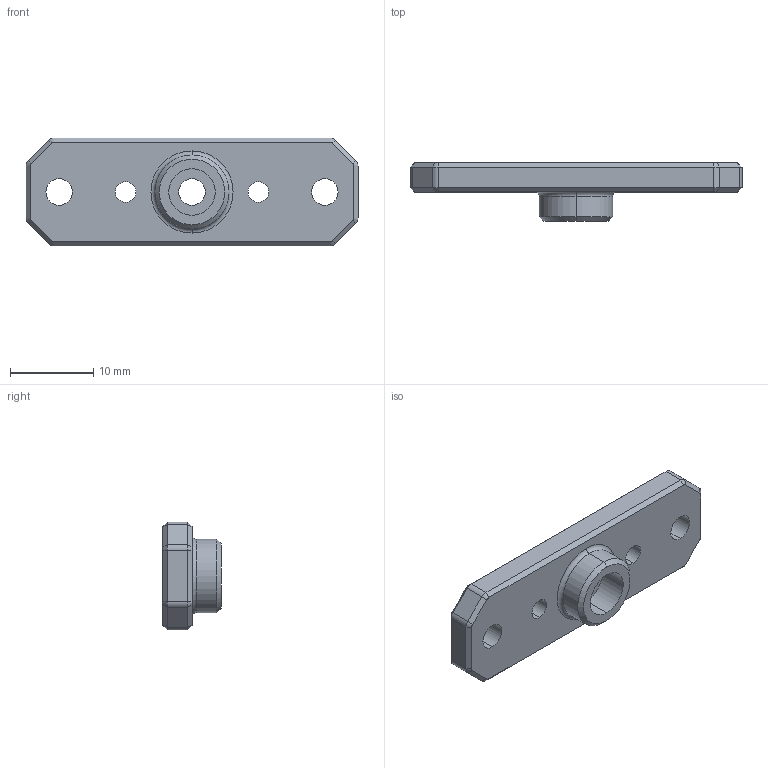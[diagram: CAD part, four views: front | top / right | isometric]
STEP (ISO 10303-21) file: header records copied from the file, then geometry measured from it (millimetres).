
FILE_DESCRIPTION (( 'STEP AP214' ), '1' );
FILE_NAME ('REV-41-1820.STEP', '2019-07-29T14:53:19', ( '' ), ( '' ), 'SwSTEP 2.0', 'SolidWorks 2018', '' );
FILE_SCHEMA (( 'AUTOMOTIVE_DESIGN' ));
Length unit declared in the file: millimetre
Products named in the file (1): REV-41-1820
Bounding box: 40 x 7 x 13 mm (x, y, z)
Volume: 1629.9 mm3; surface area: 1558.1 mm2
Topology: 1 solids, 1 shells, 75 faces, 172 edges, 102 vertices
Faces by surface type: plane 29, cylinder 24, cone 20, torus 2
Entity records: 2148 total; most frequent: DIRECTION 396, CARTESIAN_POINT 350, ORIENTED_EDGE 344, EDGE_CURVE 172, AXIS2_PLACEMENT_3D 148, VERTEX_POINT 102, LINE 100, VECTOR 100
